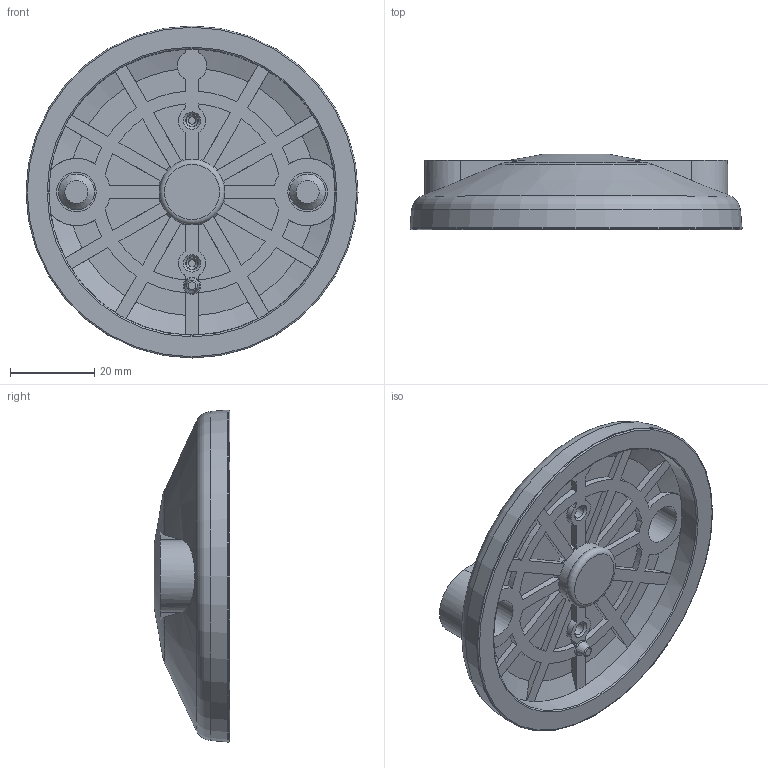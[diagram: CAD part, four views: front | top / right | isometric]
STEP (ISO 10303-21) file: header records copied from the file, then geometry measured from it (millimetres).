
FILE_DESCRIPTION(/* description */ ('STEP AP214'),/* implementation_level */ '2;1');
FILE_NAME(/* name */ '098D080KBZS04',/* time_stamp */ '2023-05-04T14:21:22+02:00',/* author */ ('License CC BY-ND 4.0'),/* organization */ ('CADENAS'),/* preprocessor_version */ 'ST-DEVELOPER v19.3',/* originating_system */ 'PARTsolutions',/* authorisation */ ' ');
FILE_SCHEMA (('AUTOMOTIVE_DESIGN {1 0 10303 214 3 1 1}'));
Length unit declared in the file: millimetre
Products named in the file (1): 098D080KBZS04
Bounding box: 79 x 18 x 79 mm (x, y, z)
Volume: 39383.7 mm3; surface area: 15570.5 mm2
Topology: 1 solids, 1 shells, 203 faces, 540 edges, 347 vertices
Faces by surface type: plane 92, cylinder 51, cone 39, torus 20, sphere 1
Full cylindrical faces by diameter (mm): 9.4 x2, 14 x1, 14.8 x1, 79 x1
Entity records: 6286 total; most frequent: CARTESIAN_POINT 1336, DIRECTION 1042, ORIENTED_EDGE 1014, EDGE_CURVE 507, AXIS2_PLACEMENT_3D 419, VERTEX_POINT 341, EDGE_LOOP 238, FACE_BOUND 238
